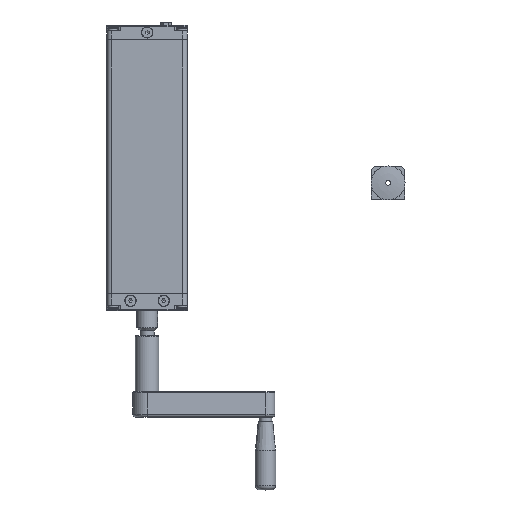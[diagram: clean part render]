
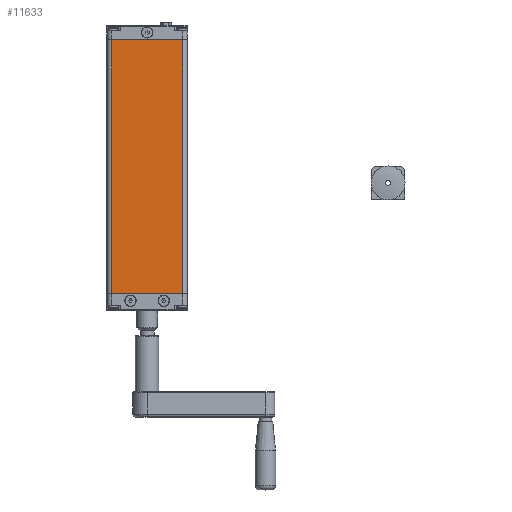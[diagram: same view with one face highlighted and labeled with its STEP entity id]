
A CAD part, top view. The second image highlights one B-rep face of the part: STEP entity #11633.
In plain terms, the highlighted planar face has unit normal (0, 0, 1).
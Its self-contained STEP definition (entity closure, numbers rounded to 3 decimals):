
#1570=FACE_OUTER_BOUND('',#2279,.T.);
#2279=EDGE_LOOP('',(#7796,#7797,#7798,#7799));
#3092=LINE('',#18200,#3961);
#3093=LINE('',#18204,#3962);
#3094=LINE('',#18209,#3963);
#3095=LINE('',#18213,#3964);
#3961=VECTOR('',#14557,267.5);
#3962=VECTOR('',#14562,267.5);
#3963=VECTOR('',#14571,75.);
#3964=VECTOR('',#14578,75.);
#4848=VERTEX_POINT('',#18189);
#4849=VERTEX_POINT('',#18195);
#4850=VERTEX_POINT('',#18199);
#4851=VERTEX_POINT('',#18203);
#5929=EDGE_CURVE('',#4848,#4850,#3092,.T.);
#5931=EDGE_CURVE('',#4849,#4851,#3093,.F.);
#5934=EDGE_CURVE('',#4851,#4848,#3094,.F.);
#5936=EDGE_CURVE('',#4850,#4849,#3095,.T.);
#7796=ORIENTED_EDGE('',*,*,#5931,.F.);
#7797=ORIENTED_EDGE('',*,*,#5936,.F.);
#7798=ORIENTED_EDGE('',*,*,#5929,.F.);
#7799=ORIENTED_EDGE('',*,*,#5934,.F.);
#10773=PLANE('',#12909);
#11633=ADVANCED_FACE('',(#1570),#10773,.T.);
#12909=AXIS2_PLACEMENT_3D('',#18214,#14579,#14580);
#14557=DIRECTION('',(0.,-1.,0.));
#14562=DIRECTION('',(0.,-1.,0.));
#14571=DIRECTION('',(-1.,0.,0.));
#14578=DIRECTION('',(-1.,0.,0.));
#14579=DIRECTION('center_axis',(0.,0.,1.));
#14580=DIRECTION('ref_axis',(1.,0.,0.));
#18189=CARTESIAN_POINT('',(37.5,268.,17.5));
#18195=CARTESIAN_POINT('',(-37.5,0.5,17.5));
#18199=CARTESIAN_POINT('',(37.5,0.5,17.5));
#18200=CARTESIAN_POINT('',(37.5,268.,17.5));
#18203=CARTESIAN_POINT('',(-37.5,268.,17.5));
#18204=CARTESIAN_POINT('',(-37.5,268.,17.5));
#18209=CARTESIAN_POINT('',(37.5,268.,17.5));
#18213=CARTESIAN_POINT('',(37.5,0.5,17.5));
#18214=CARTESIAN_POINT('Origin',(42.5,268.5,17.5));
